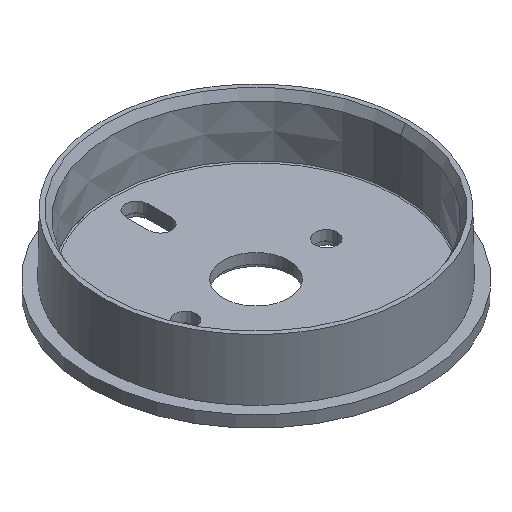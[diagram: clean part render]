
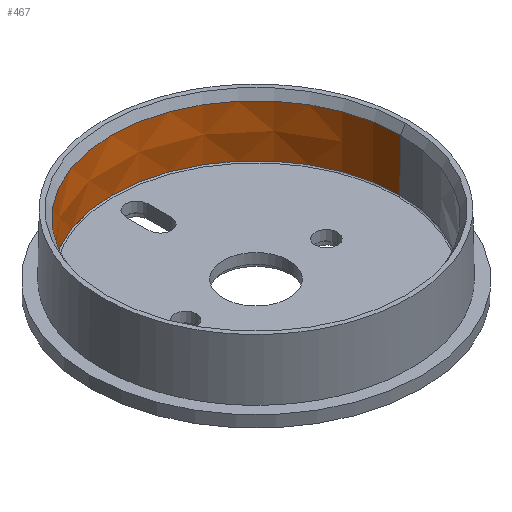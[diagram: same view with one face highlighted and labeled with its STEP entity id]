
A CAD part, isometric view. The second image highlights one B-rep face of the part: STEP entity #467.
In plain terms, the highlighted conical face has half-angle 1 degrees and reference radius 37 mm.
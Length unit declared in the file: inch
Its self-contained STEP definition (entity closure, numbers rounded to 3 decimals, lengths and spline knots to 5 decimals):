
#20 = CARTESIAN_POINT ( 'NONE',  ( 1.45669, 0., 0.62683 ) ) ;
#56 = CARTESIAN_POINT ( 'NONE',  ( 1.44767, 0., 0.11003 ) ) ;
#135 = ORIENTED_EDGE ( 'NONE', *, *, #1614, .F. ) ;
#173 = DIRECTION ( 'NONE',  ( 1., 0., 0. ) ) ;
#293 = CARTESIAN_POINT ( 'NONE',  ( -1.45669, 0., 0.62683 ) ) ;
#378 = VECTOR ( 'NONE', #722, 39.37008 ) ;
#450 = CARTESIAN_POINT ( 'NONE',  ( -1.45669, 0., 0.62683 ) ) ;
#467 = ADVANCED_FACE ( 'NONE', ( #1630 ), #2085, .F. ) ;
#497 = VERTEX_POINT ( 'NONE', #450 ) ;
#533 = DIRECTION ( 'NONE',  ( 0., 0., -1. ) ) ;
#537 = VERTEX_POINT ( 'NONE', #1871 ) ;
#549 = CIRCLE ( 'NONE', #690, 1.44767 ) ;
#637 = ORIENTED_EDGE ( 'NONE', *, *, #649, .T. ) ;
#649 = EDGE_CURVE ( 'NONE', #2029, #1184, #1533, .T. ) ;
#665 = EDGE_CURVE ( 'NONE', #497, #1184, #1479, .T. ) ;
#690 = AXIS2_PLACEMENT_3D ( 'NONE', #1291, #1990, #173 ) ;
#702 = DIRECTION ( 'NONE',  ( -1., 0., 0. ) ) ;
#722 = DIRECTION ( 'NONE',  ( 0.017, 0., 1. ) ) ;
#752 = CARTESIAN_POINT ( 'NONE',  ( 1.45669, 0., 0.62683 ) ) ;
#777 = AXIS2_PLACEMENT_3D ( 'NONE', #808, #789, #1810 ) ;
#789 = DIRECTION ( 'NONE',  ( 0., 0., 1. ) ) ;
#808 = CARTESIAN_POINT ( 'NONE',  ( 0., 0., 0.62683 ) ) ;
#1011 = ORIENTED_EDGE ( 'NONE', *, *, #665, .F. ) ;
#1112 = EDGE_CURVE ( 'NONE', #537, #2029, #549, .T. ) ;
#1148 = LINE ( 'NONE', #293, #1681 ) ;
#1184 = VERTEX_POINT ( 'NONE', #752 ) ;
#1291 = CARTESIAN_POINT ( 'NONE',  ( 0., 0., 0.11003 ) ) ;
#1479 = CIRCLE ( 'NONE', #1759, 1.45669 ) ;
#1526 = EDGE_LOOP ( 'NONE', ( #135, #1842, #637, #1011 ) ) ;
#1533 = LINE ( 'NONE', #20, #378 ) ;
#1614 = EDGE_CURVE ( 'NONE', #537, #497, #1148, .T. ) ;
#1630 = FACE_OUTER_BOUND ( 'NONE', #1526, .T. ) ;
#1662 = CARTESIAN_POINT ( 'NONE',  ( 0., 0., 0.62683 ) ) ;
#1681 = VECTOR ( 'NONE', #1955, 39.37008 ) ;
#1759 = AXIS2_PLACEMENT_3D ( 'NONE', #1662, #533, #702 ) ;
#1810 = DIRECTION ( 'NONE',  ( 1., 0., 0. ) ) ;
#1842 = ORIENTED_EDGE ( 'NONE', *, *, #1112, .T. ) ;
#1871 = CARTESIAN_POINT ( 'NONE',  ( -1.44767, 0., 0.11003 ) ) ;
#1955 = DIRECTION ( 'NONE',  ( -0.017, 0., 1. ) ) ;
#1990 = DIRECTION ( 'NONE',  ( 0., 0., -1. ) ) ;
#2029 = VERTEX_POINT ( 'NONE', #56 ) ;
#2085 = CONICAL_SURFACE ( 'NONE', #777, 1.45669, 0.017 ) ;
